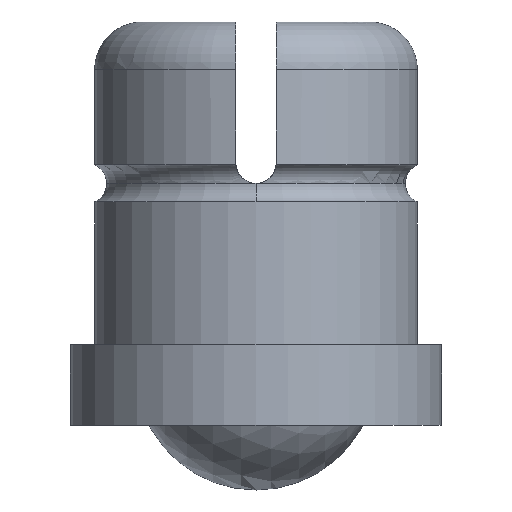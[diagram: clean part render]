
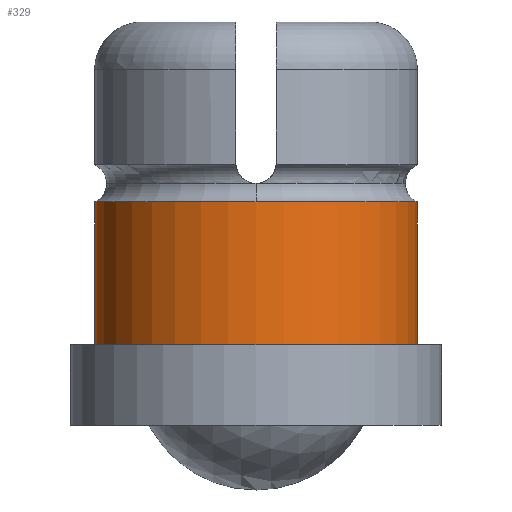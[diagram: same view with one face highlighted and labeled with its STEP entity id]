
A CAD part, front view. The second image highlights one B-rep face of the part: STEP entity #329.
In plain terms, the highlighted cylindrical face has radius 2 mm (diameter 4 mm), a partial arc.
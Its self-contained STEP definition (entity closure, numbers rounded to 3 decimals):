
#249=EDGE_CURVE('',#271,#297,#609,.T.);
#271=VERTEX_POINT('',#632);
#297=VERTEX_POINT('',#658);
#329=ADVANCED_FACE('',(#694),#695,.T.);
#363=VERTEX_POINT('',#730);
#431=EDGE_CURVE('',#529,#479,#805,.T.);
#441=EDGE_CURVE('',#479,#363,#815,.T.);
#455=EDGE_CURVE('',#271,#529,#832,.T.);
#479=VERTEX_POINT('',#858);
#501=EDGE_CURVE('',#297,#363,#883,.T.);
#529=VERTEX_POINT('',#916);
#609=CIRCLE('',#1033,2.0);
#632=CARTESIAN_POINT('',(2.0,0.,3.571));
#658=CARTESIAN_POINT('',(0.,-2.0,3.571));
#694=FACE_OUTER_BOUND('',#1334,.T.);
#695=CYLINDRICAL_SURFACE('',#1335,2.0);
#730=CARTESIAN_POINT('',(-2.0,0.,3.571));
#805=CIRCLE('',#1632,2.0);
#815=LINE('',#1647,#1648);
#832=LINE('',#1676,#1677);
#858=CARTESIAN_POINT('',(-2.0,0.,1.8));
#883=CIRCLE('',#1799,2.0);
#916=CARTESIAN_POINT('',(2.0,0.,1.8));
#1033=AXIS2_PLACEMENT_3D('',#1910,#1911,#1912);
#1334=EDGE_LOOP('',(#1997,#1998,#1999,#2000,#2001));
#1335=AXIS2_PLACEMENT_3D('',#2002,#2003,#2004);
#1632=AXIS2_PLACEMENT_3D('',#2132,#2133,#2134);
#1647=CARTESIAN_POINT('',(-2.0,0.,3.505));
#1648=VECTOR('',#2137,1.0);
#1676=CARTESIAN_POINT('',(2.0,0.,3.505));
#1677=VECTOR('',#2162,1.0);
#1799=AXIS2_PLACEMENT_3D('',#2218,#2219,#2220);
#1910=CARTESIAN_POINT('',(0.,0.0,3.571));
#1911=DIRECTION('',(0.,0.0,-1.0));
#1912=DIRECTION('',(1.0,0.,0.));
#1997=ORIENTED_EDGE('',*,*,#455,.F.);
#1998=ORIENTED_EDGE('',*,*,#249,.T.);
#1999=ORIENTED_EDGE('',*,*,#501,.T.);
#2000=ORIENTED_EDGE('',*,*,#441,.F.);
#2001=ORIENTED_EDGE('',*,*,#431,.F.);
#2002=CARTESIAN_POINT('',(0.,0.0,3.505));
#2003=DIRECTION('',(0.,-0.0,1.0));
#2004=DIRECTION('',(1.0,0.,0.));
#2132=CARTESIAN_POINT('',(0.,0.0,1.8));
#2133=DIRECTION('',(0.,0.0,-1.0));
#2134=DIRECTION('',(1.0,0.,0.));
#2137=DIRECTION('',(0.,-0.0,1.0));
#2162=DIRECTION('',(0.,0.0,-1.0));
#2218=CARTESIAN_POINT('',(0.,0.0,3.571));
#2219=DIRECTION('',(0.,0.0,-1.0));
#2220=DIRECTION('',(1.0,0.,0.));
